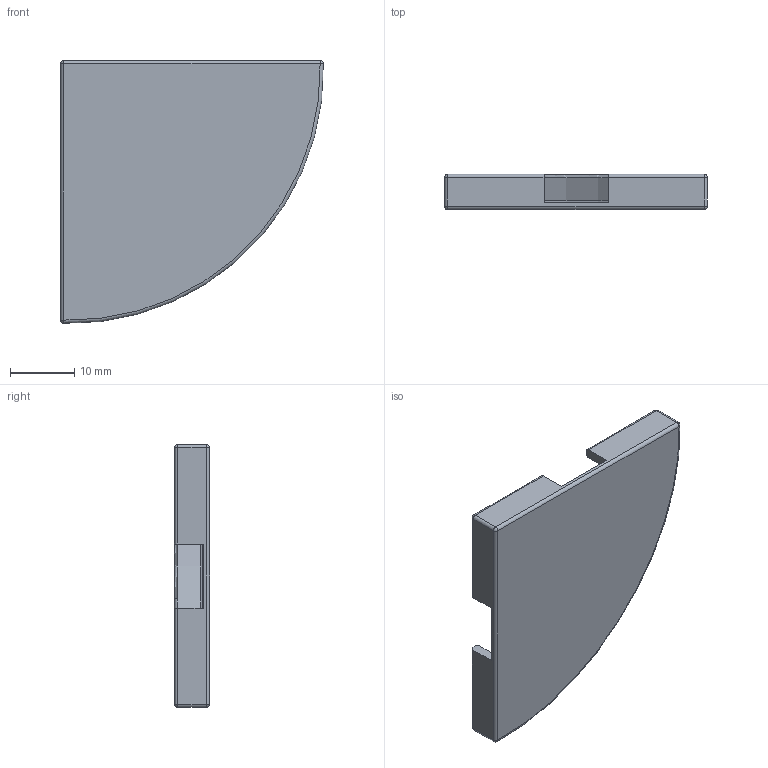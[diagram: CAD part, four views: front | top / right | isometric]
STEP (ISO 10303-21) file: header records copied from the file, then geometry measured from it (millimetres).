
FILE_DESCRIPTION(/* description */ (''),/* implementation_level */ '2;1');
FILE_NAME(/* name */ 'sponge case.step',/* time_stamp */ '2026-01-25T17:54:34+05:30',/* author */ (''),/* organization */ (''),/* preprocessor_version */ 'ST-DEVELOPER v20.1',/* originating_system */ 'Autodesk Translation Framework v14.24.0.0',/* authorisation */ '');
FILE_SCHEMA (('AUTOMOTIVE_DESIGN { 1 0 10303 214 3 1 1 }'));
Length unit declared in the file: millimetre
Products named in the file (2): 2026-01-02-19-48-44-618; 2026-01-02-19-49-02-322
Assembly tree (1 placements, depth 2):
  2026-01-02-19-48-44-618
    2026-01-02-19-49-02-322
Bounding box: 40.99 x 5.5 x 40.99 mm (x, y, z)
Volume: 2150.7 mm3; surface area: 3843.7 mm2
Topology: 1 solids, 1 shells, 54 faces, 123 edges, 68 vertices
Faces by surface type: cylinder 20, plane 18, sphere 9, torus 4, bspline 3
Entity records: 1623 total; most frequent: CARTESIAN_POINT 364, DIRECTION 276, ORIENTED_EDGE 240, EDGE_CURVE 120, AXIS2_PLACEMENT_3D 106, VERTEX_POINT 68, LINE 64, VECTOR 64
